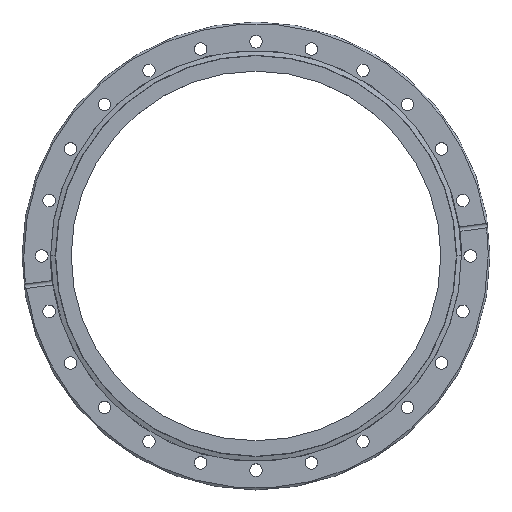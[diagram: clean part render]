
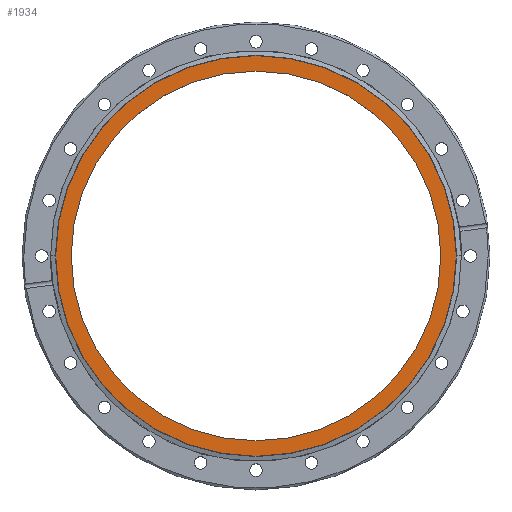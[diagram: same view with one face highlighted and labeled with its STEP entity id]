
A CAD part, top view. The second image highlights one B-rep face of the part: STEP entity #1934.
In plain terms, the highlighted planar face has unit normal (0, 0, 1).
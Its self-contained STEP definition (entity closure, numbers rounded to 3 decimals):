
#94 = FACE_BOUND ( 'NONE', #1490, .T. ) ;
#172 = CIRCLE ( 'NONE', #2403, 100. ) ;
#296 = EDGE_LOOP ( 'NONE', ( #2082, #3389 ) ) ;
#320 = EDGE_CURVE ( 'NONE', #3531, #3165, #2638, .T. ) ;
#463 = CARTESIAN_POINT ( 'NONE',  ( 108.398, 0., -1.2 ) ) ;
#703 = CARTESIAN_POINT ( 'NONE',  ( 0., 0., -1.2 ) ) ;
#730 = CARTESIAN_POINT ( 'NONE',  ( 100., 0., -1.2 ) ) ;
#734 = AXIS2_PLACEMENT_3D ( 'NONE', #3547, #1529, #3849 ) ;
#774 = DIRECTION ( 'NONE',  ( 0., 0., -1. ) ) ;
#812 = CARTESIAN_POINT ( 'NONE',  ( -100., 0., -1.2 ) ) ;
#855 = FACE_OUTER_BOUND ( 'NONE', #296, .T. ) ;
#874 = DIRECTION ( 'NONE',  ( -1., 0., 0. ) ) ;
#967 = DIRECTION ( 'NONE',  ( 0., 0., -1. ) ) ;
#1066 = PLANE ( 'NONE',  #3694 ) ;
#1067 = DIRECTION ( 'NONE',  ( -1., 0., 0. ) ) ;
#1161 = CIRCLE ( 'NONE', #734, 108.398 ) ;
#1225 = AXIS2_PLACEMENT_3D ( 'NONE', #703, #774, #1067 ) ;
#1338 = VERTEX_POINT ( 'NONE', #2232 ) ;
#1401 = ORIENTED_EDGE ( 'NONE', *, *, #4294, .T. ) ;
#1490 = EDGE_LOOP ( 'NONE', ( #1401, #2394 ) ) ;
#1529 = DIRECTION ( 'NONE',  ( 0., 0., -1. ) ) ;
#1700 = CARTESIAN_POINT ( 'NONE',  ( -108.398, 0., -1.2 ) ) ;
#1934 = ADVANCED_FACE ( 'NONE', ( #855, #94 ), #1066, .F. ) ;
#2002 = EDGE_CURVE ( 'NONE', #1338, #2594, #4047, .T. ) ;
#2082 = ORIENTED_EDGE ( 'NONE', *, *, #2002, .F. ) ;
#2232 = CARTESIAN_POINT ( 'NONE',  ( 108.398, 0., -1.2 ) ) ;
#2329 = CARTESIAN_POINT ( 'NONE',  ( 0., 0., -1.2 ) ) ;
#2357 = DIRECTION ( 'NONE',  ( 0., 0., -1. ) ) ;
#2394 = ORIENTED_EDGE ( 'NONE', *, *, #320, .T. ) ;
#2403 = AXIS2_PLACEMENT_3D ( 'NONE', #3042, #967, #3372 ) ;
#2414 = DIRECTION ( 'NONE',  ( -1., 0., 0. ) ) ;
#2594 = VERTEX_POINT ( 'NONE', #1700 ) ;
#2638 = CIRCLE ( 'NONE', #1225, 100. ) ;
#2959 = AXIS2_PLACEMENT_3D ( 'NONE', #2329, #2357, #2414 ) ;
#3042 = CARTESIAN_POINT ( 'NONE',  ( 0., 0., -1.2 ) ) ;
#3127 = EDGE_CURVE ( 'NONE', #2594, #1338, #1161, .T. ) ;
#3165 = VERTEX_POINT ( 'NONE', #812 ) ;
#3372 = DIRECTION ( 'NONE',  ( -1., 0., 0. ) ) ;
#3389 = ORIENTED_EDGE ( 'NONE', *, *, #3127, .F. ) ;
#3531 = VERTEX_POINT ( 'NONE', #730 ) ;
#3547 = CARTESIAN_POINT ( 'NONE',  ( 0., 0., -1.2 ) ) ;
#3694 = AXIS2_PLACEMENT_3D ( 'NONE', #463, #4152, #874 ) ;
#3849 = DIRECTION ( 'NONE',  ( -1., 0., 0. ) ) ;
#4047 = CIRCLE ( 'NONE', #2959, 108.398 ) ;
#4152 = DIRECTION ( 'NONE',  ( 0., 0., -1. ) ) ;
#4294 = EDGE_CURVE ( 'NONE', #3165, #3531, #172, .T. ) ;
